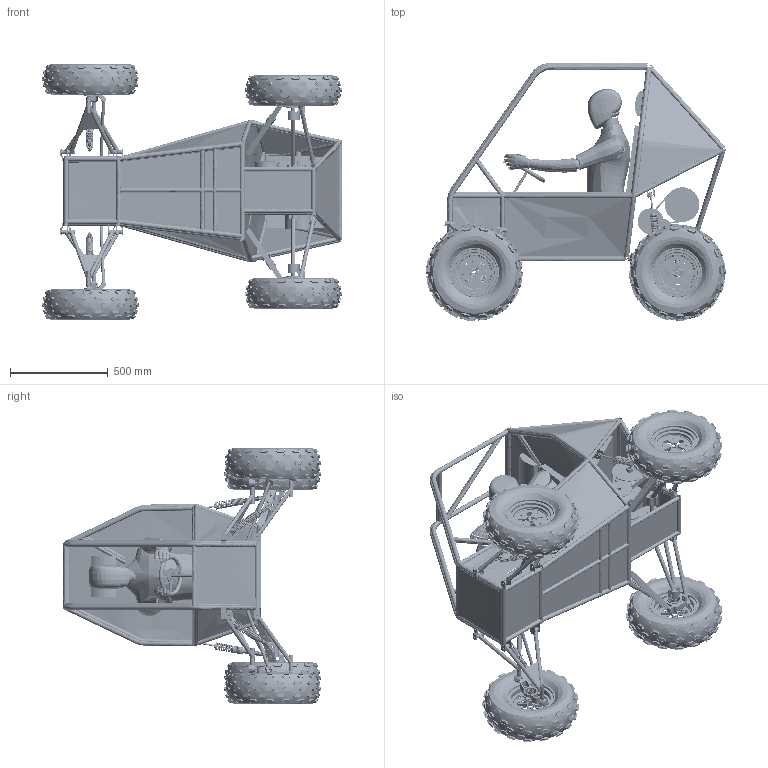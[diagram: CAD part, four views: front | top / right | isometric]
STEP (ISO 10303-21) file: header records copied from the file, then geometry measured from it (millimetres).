
FILE_DESCRIPTION(('FreeCAD Model'),'2;1');
FILE_NAME('Open CASCADE Shape Model','2025-05-02T17:24:14',('FreeCAD'),( 'FreeCAD'),'Open CASCADE STEP processor 7.6','FreeCAD','Unknown');
FILE_SCHEMA(('AUTOMOTIVE_DESIGN { 1 0 10303 214 1 1 1 1 }'));
Products named in the file (1): Open CASCADE STEP translator 7.6 1
Bounding box: 1534.89 x 1320.72 x 1315.56 mm (x, y, z)
Surface area: 12121646.7 mm2 (no closed solid volume)
Topology: 0 solids, 397 shells, 6772 faces, 25559 edges, 18082 vertices
Faces by surface type: bspline 6772
Entity records: 708950 total; most frequent: CARTESIAN_POINT 578358, ORIENTED_EDGE 40706, EDGE_CURVE 25465, B_SPLINE_CURVE_WITH_KNOTS 19226, VERTEX_POINT 18082, FACE_BOUND 7637, EDGE_LOOP 7637, ADVANCED_FACE 6772
